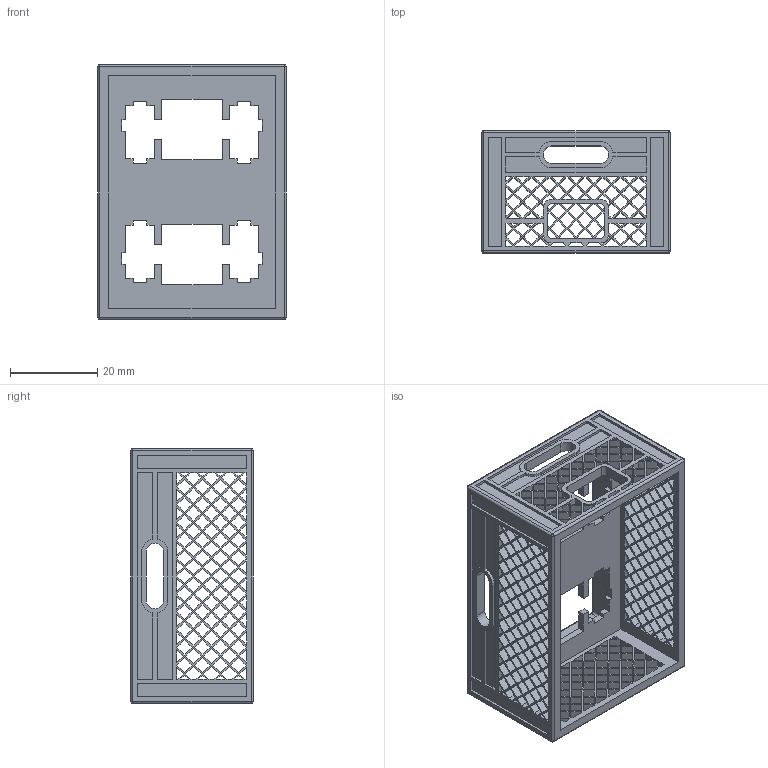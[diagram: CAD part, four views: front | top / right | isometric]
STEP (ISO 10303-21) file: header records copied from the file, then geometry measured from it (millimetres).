
FILE_DESCRIPTION(/* description */ (''),/* implementation_level */ '2;1');
FILE_NAME(/* name */ 'milkcrate-final.step',/* time_stamp */ '2021-07-29T00:32:53-04:00',/* author */ (''),/* organization */ (''),/* preprocessor_version */ 'ST-DEVELOPER v18.1',/* originating_system */ 'Autodesk Translation Framework v10.9.0.1377',/* authorisation */ '');
FILE_SCHEMA (('AUTOMOTIVE_DESIGN { 1 0 10303 214 3 1 1 }'));
Length unit declared in the file: millimetre
Products named in the file (1): plate draft
Bounding box: 43.1 x 28 x 58.23 mm (x, y, z)
Volume: 9229.2 mm3; surface area: 19371 mm2
Topology: 1 solids, 1 shells, 1718 faces, 5062 edges, 3364 vertices
Faces by surface type: plane 1651, cylinder 55, sphere 8, torus 4
Entity records: 57613 total; most frequent: CARTESIAN_POINT 10145, ORIENTED_EDGE 10124, DIRECTION 8614, EDGE_CURVE 5062, LINE 4948, VECTOR 4948, VERTEX_POINT 3364, EDGE_LOOP 2494
